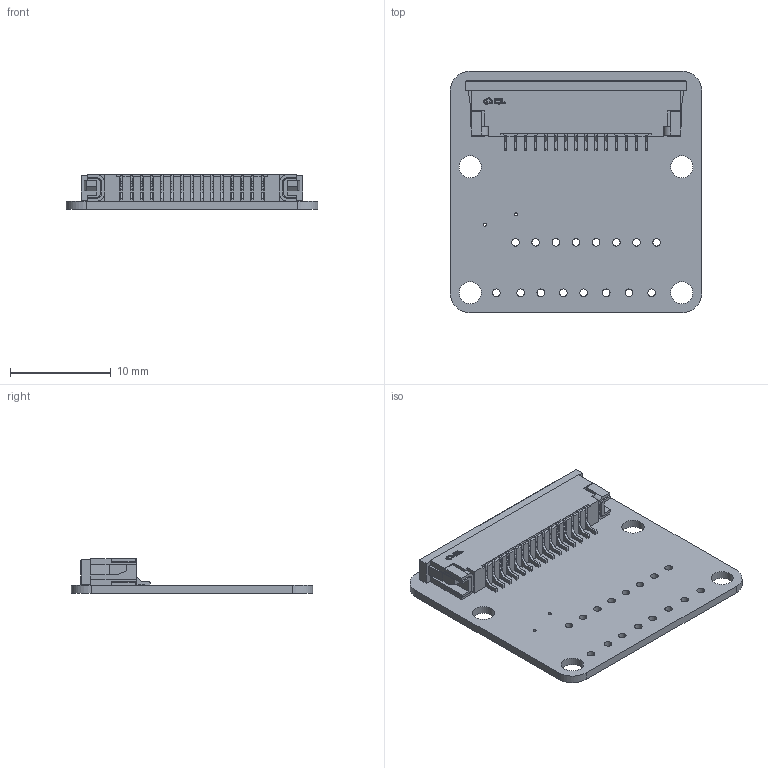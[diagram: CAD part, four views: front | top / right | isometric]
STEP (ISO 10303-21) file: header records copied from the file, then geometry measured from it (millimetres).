
FILE_DESCRIPTION(/* description */ (''),/* implementation_level */ '2;1');
FILE_NAME(/* name */ 'RawDog PCB v2.step',/* time_stamp */ '2023-08-14T21:27:45+10:00',/* author */ (''),/* organization */ (''),/* preprocessor_version */ 'ST-DEVELOPER v20',/* originating_system */ 'Autodesk Translation Framework v12.9.0.99',/* authorisation */ '');
FILE_SCHEMA (('AUTOMOTIVE_DESIGN { 1 0 10303 214 3 1 1 }'));
Length unit declared in the file: millimetre
Products named in the file (5): RawDog PCB; COMPOUND; FPC1; FPC-SMD_15P-P1.00_L5.5-W22.0; COMPOUND (1)
Assembly tree (4 placements, depth 4):
  RawDog PCB
    COMPOUND
    FPC1
      FPC-SMD_15P-P1.00_L5.5-W22.0
        COMPOUND (1)
Bounding box: 24.97 x 23.97 x 3.4 mm (x, y, z)
Volume: 725.8 mm3; surface area: 2334 mm2
Topology: 19 solids, 19 shells, 1076 faces, 3130 edges, 2080 vertices
Faces by surface type: plane 876, cylinder 102, bspline 98
Full cylindrical faces by diameter (mm): 0.3 x6, 0.75 x16, 2.2 x4
Entity records: 36945 total; most frequent: CARTESIAN_POINT 7331, ORIENTED_EDGE 6260, DIRECTION 5284, EDGE_CURVE 3130, LINE 2730, VECTOR 2730, VERTEX_POINT 2080, AXIS2_PLACEMENT_3D 1277
